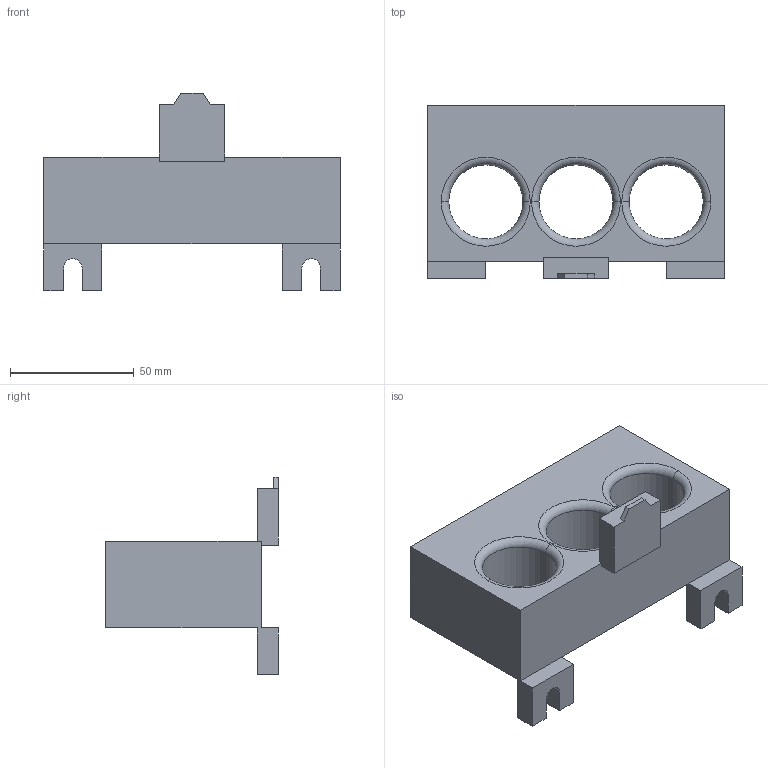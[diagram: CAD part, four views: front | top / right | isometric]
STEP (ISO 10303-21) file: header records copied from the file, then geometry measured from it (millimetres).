
FILE_DESCRIPTION (( 'STEP AP214' ), '1' );
FILE_NAME ('61CDS11.STEP', '2025-05-30T01:00:33', ( '微软用户' ), ( '微软中国' ), 'SwSTEP 2.0', 'SolidWorks 2014', '' );
FILE_SCHEMA (( 'AUTOMOTIVE_DESIGN' ));
Length unit declared in the file: millimetre
Products named in the file (1): 61CDS11
Bounding box: 120 x 70 x 80 mm (x, y, z)
Volume: 200503.6 mm3; surface area: 38006.8 mm2
Topology: 1 solids, 1 shells, 54 faces, 142 edges, 90 vertices
Faces by surface type: plane 32, torus 12, cylinder 10
Entity records: 1704 total; most frequent: DIRECTION 296, CARTESIAN_POINT 287, ORIENTED_EDGE 284, EDGE_CURVE 142, AXIS2_PLACEMENT_3D 99, LINE 98, VECTOR 98, VERTEX_POINT 90
